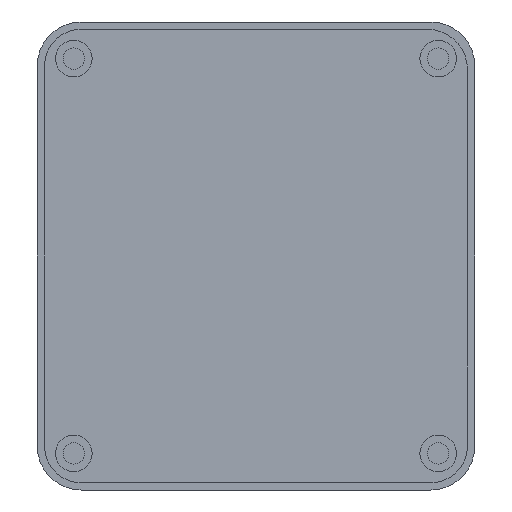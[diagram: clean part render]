
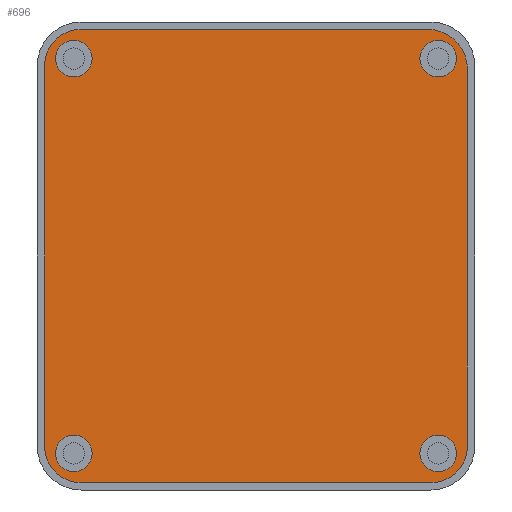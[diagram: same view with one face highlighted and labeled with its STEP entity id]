
A CAD part, front view. The second image highlights one B-rep face of the part: STEP entity #696.
In plain terms, the highlighted planar face has unit normal (0, -1, 0).
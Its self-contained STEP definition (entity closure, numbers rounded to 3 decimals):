
#20=FACE_BOUND('',#138,.T.);
#21=FACE_BOUND('',#139,.T.);
#22=FACE_BOUND('',#140,.T.);
#23=FACE_BOUND('',#141,.T.);
#46=PLANE('',#805);
#89=FACE_OUTER_BOUND('',#137,.T.);
#137=EDGE_LOOP('',(#622,#623,#624,#625,#626,#627,#628,#629));
#138=EDGE_LOOP('',(#630));
#139=EDGE_LOOP('',(#631));
#140=EDGE_LOOP('',(#632));
#141=EDGE_LOOP('',(#633));
#173=LINE('',#1192,#217);
#176=LINE('',#1201,#220);
#179=LINE('',#1209,#223);
#181=LINE('',#1215,#225);
#217=VECTOR('',#973,10.);
#220=VECTOR('',#984,10.);
#223=VECTOR('',#993,10.);
#225=VECTOR('',#1001,10.);
#270=CIRCLE('',#776,5.);
#271=CIRCLE('',#780,5.);
#272=CIRCLE('',#783,5.5);
#273=CIRCLE('',#786,5.);
#275=CIRCLE('',#790,2.5);
#277=CIRCLE('',#794,2.5);
#279=CIRCLE('',#798,2.5);
#281=CIRCLE('',#802,2.5);
#330=VERTEX_POINT('',#1184);
#331=VERTEX_POINT('',#1185);
#332=VERTEX_POINT('',#1190);
#333=VERTEX_POINT('',#1195);
#334=VERTEX_POINT('',#1199);
#335=VERTEX_POINT('',#1203);
#336=VERTEX_POINT('',#1204);
#337=VERTEX_POINT('',#1211);
#339=VERTEX_POINT('',#1219);
#341=VERTEX_POINT('',#1226);
#343=VERTEX_POINT('',#1233);
#345=VERTEX_POINT('',#1240);
#414=EDGE_CURVE('',#330,#331,#270,.T.);
#418=EDGE_CURVE('',#331,#332,#173,.T.);
#419=EDGE_CURVE('',#332,#333,#271,.T.);
#422=EDGE_CURVE('',#333,#334,#176,.T.);
#423=EDGE_CURVE('',#335,#336,#272,.T.);
#426=EDGE_CURVE('',#336,#330,#179,.T.);
#427=EDGE_CURVE('',#334,#337,#273,.T.);
#429=EDGE_CURVE('',#337,#335,#181,.T.);
#432=EDGE_CURVE('',#339,#339,#275,.T.);
#435=EDGE_CURVE('',#341,#341,#277,.T.);
#438=EDGE_CURVE('',#343,#343,#279,.T.);
#441=EDGE_CURVE('',#345,#345,#281,.T.);
#622=ORIENTED_EDGE('',*,*,#414,.T.);
#623=ORIENTED_EDGE('',*,*,#418,.T.);
#624=ORIENTED_EDGE('',*,*,#419,.T.);
#625=ORIENTED_EDGE('',*,*,#422,.T.);
#626=ORIENTED_EDGE('',*,*,#427,.T.);
#627=ORIENTED_EDGE('',*,*,#429,.T.);
#628=ORIENTED_EDGE('',*,*,#423,.T.);
#629=ORIENTED_EDGE('',*,*,#426,.T.);
#630=ORIENTED_EDGE('',*,*,#432,.T.);
#631=ORIENTED_EDGE('',*,*,#435,.T.);
#632=ORIENTED_EDGE('',*,*,#438,.T.);
#633=ORIENTED_EDGE('',*,*,#441,.T.);
#696=ADVANCED_FACE('',(#89,#20,#21,#22,#23),#46,.T.);
#776=AXIS2_PLACEMENT_3D('',#1186,#966,#967);
#780=AXIS2_PLACEMENT_3D('',#1196,#978,#979);
#783=AXIS2_PLACEMENT_3D('',#1205,#987,#988);
#786=AXIS2_PLACEMENT_3D('',#1212,#996,#997);
#790=AXIS2_PLACEMENT_3D('',#1221,#1007,#1008);
#794=AXIS2_PLACEMENT_3D('',#1228,#1016,#1017);
#798=AXIS2_PLACEMENT_3D('',#1235,#1025,#1026);
#802=AXIS2_PLACEMENT_3D('',#1242,#1034,#1035);
#805=AXIS2_PLACEMENT_3D('',#1245,#1040,#1041);
#966=DIRECTION('center_axis',(0.,-1.,0.));
#967=DIRECTION('ref_axis',(-0.707,0.,0.707));
#973=DIRECTION('',(0.,0.,-1.));
#978=DIRECTION('center_axis',(0.,-1.,0.));
#979=DIRECTION('ref_axis',(-0.707,0.,-0.707));
#984=DIRECTION('',(1.,0.,0.));
#987=DIRECTION('center_axis',(0.,-1.,0.));
#988=DIRECTION('ref_axis',(0.707,0.,0.707));
#993=DIRECTION('',(-1.,0.,0.));
#996=DIRECTION('center_axis',(0.,-1.,0.));
#997=DIRECTION('ref_axis',(0.707,0.,-0.707));
#1001=DIRECTION('',(0.,0.,1.));
#1007=DIRECTION('center_axis',(0.,1.,0.));
#1008=DIRECTION('ref_axis',(-1.,0.,0.));
#1016=DIRECTION('center_axis',(0.,1.,0.));
#1017=DIRECTION('ref_axis',(-1.,0.,0.));
#1025=DIRECTION('center_axis',(0.,1.,0.));
#1026=DIRECTION('ref_axis',(-1.,0.,0.));
#1034=DIRECTION('center_axis',(0.,1.,0.));
#1035=DIRECTION('ref_axis',(-1.,0.,0.));
#1040=DIRECTION('center_axis',(0.,-1.,0.));
#1041=DIRECTION('ref_axis',(-1.,0.,0.));
#1184=CARTESIAN_POINT('',(-24.829,13.2,59.));
#1185=CARTESIAN_POINT('',(-29.829,13.2,54.));
#1186=CARTESIAN_POINT('Origin',(-24.829,13.2,54.));
#1190=CARTESIAN_POINT('',(-29.829,13.2,2.));
#1192=CARTESIAN_POINT('',(-29.829,13.2,12.5));
#1195=CARTESIAN_POINT('',(-24.829,13.2,-3.));
#1196=CARTESIAN_POINT('Origin',(-24.829,13.2,2.));
#1199=CARTESIAN_POINT('',(23.,13.2,-3.));
#1201=CARTESIAN_POINT('',(13.543,13.2,-3.));
#1203=CARTESIAN_POINT('',(28.,13.2,53.5));
#1204=CARTESIAN_POINT('',(22.5,13.2,59.));
#1205=CARTESIAN_POINT('Origin',(22.5,13.2,53.5));
#1209=CARTESIAN_POINT('',(-15.372,13.2,59.));
#1211=CARTESIAN_POINT('',(28.,13.2,2.));
#1212=CARTESIAN_POINT('Origin',(23.,13.2,2.));
#1215=CARTESIAN_POINT('',(28.,13.2,43.5));
#1219=CARTESIAN_POINT('',(26.5,13.2,55.));
#1221=CARTESIAN_POINT('Origin',(24.,13.2,55.));
#1226=CARTESIAN_POINT('',(26.5,13.2,1.));
#1228=CARTESIAN_POINT('Origin',(24.,13.2,1.));
#1233=CARTESIAN_POINT('',(-23.329,13.2,55.));
#1235=CARTESIAN_POINT('Origin',(-25.829,13.2,55.));
#1240=CARTESIAN_POINT('',(-23.329,13.2,1.));
#1242=CARTESIAN_POINT('Origin',(-25.829,13.2,1.));
#1245=CARTESIAN_POINT('Origin',(-0.914,13.2,28.));
